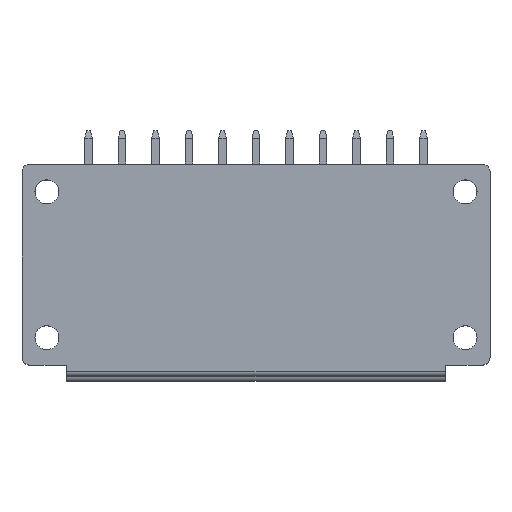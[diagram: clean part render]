
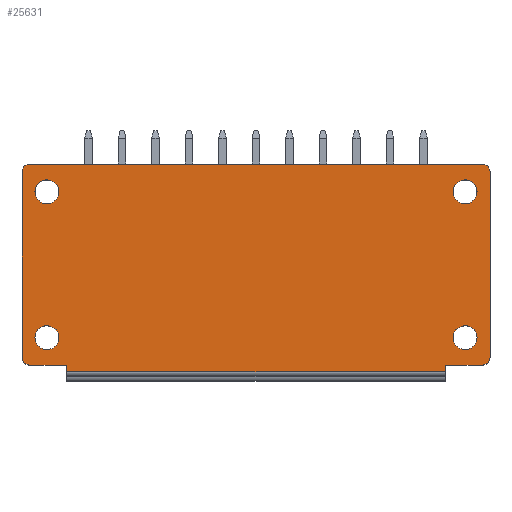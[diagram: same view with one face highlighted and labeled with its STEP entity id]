
A CAD part, top view. The second image highlights one B-rep face of the part: STEP entity #25631.
In plain terms, the highlighted planar face has unit normal (0, 0, 1).
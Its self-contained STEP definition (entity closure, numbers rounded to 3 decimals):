
#433=CARTESIAN_POINT('',(-41.8,-6.74,9.2));
#434=DIRECTION('',(0.,0.,-1.));
#435=DIRECTION('',(-1.,0.,0.));
#436=AXIS2_PLACEMENT_3D('',#433,#434,#435);
#438=CARTESIAN_POINT('',(-41.8,-6.74,9.2));
#439=DIRECTION('',(0.,0.,-1.));
#440=DIRECTION('',(1.,0.,0.));
#441=AXIS2_PLACEMENT_3D('',#438,#439,#440);
#443=CARTESIAN_POINT('',(-41.8,8.5,9.2));
#444=DIRECTION('',(0.,0.,-1.));
#445=DIRECTION('',(-1.,0.,0.));
#446=AXIS2_PLACEMENT_3D('',#443,#444,#445);
#448=CARTESIAN_POINT('',(-41.8,8.5,9.2));
#449=DIRECTION('',(0.,0.,-1.));
#450=DIRECTION('',(1.,0.,0.));
#451=AXIS2_PLACEMENT_3D('',#448,#449,#450);
#453=CARTESIAN_POINT('',(1.9,-6.74,9.2));
#454=DIRECTION('',(0.,0.,1.));
#455=DIRECTION('',(1.,0.,0.));
#456=AXIS2_PLACEMENT_3D('',#453,#454,#455);
#458=CARTESIAN_POINT('',(1.9,-6.74,9.2));
#459=DIRECTION('',(0.,0.,1.));
#460=DIRECTION('',(-1.,0.,0.));
#461=AXIS2_PLACEMENT_3D('',#458,#459,#460);
#463=CARTESIAN_POINT('',(1.9,8.5,9.2));
#464=DIRECTION('',(0.,0.,1.));
#465=DIRECTION('',(1.,0.,0.));
#466=AXIS2_PLACEMENT_3D('',#463,#464,#465);
#468=CARTESIAN_POINT('',(1.9,8.5,9.2));
#469=DIRECTION('',(0.,0.,1.));
#470=DIRECTION('',(-1.,0.,0.));
#471=AXIS2_PLACEMENT_3D('',#468,#469,#470);
#473=DIRECTION('',(0.,-1.,0.));
#474=VECTOR('',#473,0.7);
#475=CARTESIAN_POINT('',(-39.75,-9.6,9.2));
#476=LINE('',#475,#474);
#477=DIRECTION('',(1.,0.,0.));
#478=VECTOR('',#477,3.85);
#479=CARTESIAN_POINT('',(-43.6,-9.6,9.2));
#480=LINE('',#479,#478);
#481=CARTESIAN_POINT('',(-43.6,-8.8,9.2));
#482=DIRECTION('',(0.,0.,1.));
#483=DIRECTION('',(-1.,0.,0.));
#484=AXIS2_PLACEMENT_3D('',#481,#482,#483);
#486=CARTESIAN_POINT('',(-43.6,10.6,9.2));
#487=DIRECTION('',(0.,0.,1.));
#488=DIRECTION('',(0.,1.,0.));
#489=AXIS2_PLACEMENT_3D('',#486,#487,#488);
#491=CARTESIAN_POINT('',(3.7,10.6,9.2));
#492=DIRECTION('',(0.,0.,-1.));
#493=DIRECTION('',(0.,1.,0.));
#494=AXIS2_PLACEMENT_3D('',#491,#492,#493);
#496=CARTESIAN_POINT('',(3.7,-8.8,9.2));
#497=DIRECTION('',(0.,0.,-1.));
#498=DIRECTION('',(1.,0.,0.));
#499=AXIS2_PLACEMENT_3D('',#496,#497,#498);
#501=DIRECTION('',(-1.,0.,0.));
#502=VECTOR('',#501,3.85);
#503=CARTESIAN_POINT('',(3.7,-9.6,9.2));
#504=LINE('',#503,#502);
#505=DIRECTION('',(0.,-1.,0.));
#506=VECTOR('',#505,0.7);
#507=CARTESIAN_POINT('',(-0.15,-9.6,9.2));
#508=LINE('',#507,#506);
#9058=DIRECTION('',(0.,-1.,0.));
#9059=VECTOR('',#9058,19.4);
#9060=CARTESIAN_POINT('',(-44.4,10.6,9.2));
#9061=LINE('',#9060,#9059);
#9418=DIRECTION('',(-1.,0.,0.));
#9419=VECTOR('',#9418,47.3);
#9420=CARTESIAN_POINT('',(3.7,11.4,9.2));
#9421=LINE('',#9420,#9419);
#10838=DIRECTION('',(0.,1.,0.));
#10839=VECTOR('',#10838,19.4);
#10840=CARTESIAN_POINT('',(4.5,-8.8,9.2));
#10841=LINE('',#10840,#10839);
#10913=DIRECTION('',(-1.,0.,0.));
#10914=VECTOR('',#10913,39.6);
#10915=CARTESIAN_POINT('',(-0.15,-10.3,9.2));
#10916=LINE('',#10915,#10914);
#23138=CARTESIAN_POINT('',(-0.15,-10.3,9.2));
#23140=VERTEX_POINT('',#23138);
#24522=CARTESIAN_POINT('',(-39.75,-10.3,9.2));
#24524=VERTEX_POINT('',#24522);
#25068=CARTESIAN_POINT('',(3.15,8.5,9.2));
#25069=CARTESIAN_POINT('',(0.65,8.5,9.2));
#25070=VERTEX_POINT('',#25068);
#25071=VERTEX_POINT('',#25069);
#25072=CARTESIAN_POINT('',(3.15,-6.74,9.2));
#25073=CARTESIAN_POINT('',(0.65,-6.74,9.2));
#25074=VERTEX_POINT('',#25072);
#25075=VERTEX_POINT('',#25073);
#25076=CARTESIAN_POINT('',(3.7,11.4,9.2));
#25077=CARTESIAN_POINT('',(4.5,10.6,9.2));
#25078=VERTEX_POINT('',#25076);
#25079=VERTEX_POINT('',#25077);
#25080=CARTESIAN_POINT('',(4.5,-8.8,9.2));
#25081=CARTESIAN_POINT('',(3.7,-9.6,9.2));
#25082=VERTEX_POINT('',#25080);
#25083=VERTEX_POINT('',#25081);
#25084=CARTESIAN_POINT('',(-0.15,-9.6,9.2));
#25085=VERTEX_POINT('',#25084);
#25118=CARTESIAN_POINT('',(-43.05,8.5,9.2));
#25119=CARTESIAN_POINT('',(-40.55,8.5,9.2));
#25120=VERTEX_POINT('',#25118);
#25121=VERTEX_POINT('',#25119);
#25122=CARTESIAN_POINT('',(-43.05,-6.74,9.2));
#25123=CARTESIAN_POINT('',(-40.55,-6.74,9.2));
#25124=VERTEX_POINT('',#25122);
#25125=VERTEX_POINT('',#25123);
#25126=CARTESIAN_POINT('',(-43.6,11.4,9.2));
#25127=CARTESIAN_POINT('',(-44.4,10.6,9.2));
#25128=VERTEX_POINT('',#25126);
#25129=VERTEX_POINT('',#25127);
#25130=CARTESIAN_POINT('',(-44.4,-8.8,9.2));
#25131=CARTESIAN_POINT('',(-43.6,-9.6,9.2));
#25132=VERTEX_POINT('',#25130);
#25133=VERTEX_POINT('',#25131);
#25134=CARTESIAN_POINT('',(-39.75,-9.6,9.2));
#25135=VERTEX_POINT('',#25134);
#25578=CARTESIAN_POINT('',(0.,11.4,9.2));
#25579=DIRECTION('',(0.,0.,1.));
#25580=DIRECTION('',(0.,-1.,0.));
#25581=AXIS2_PLACEMENT_3D('',#25578,#25579,#25580);
#25582=PLANE('',#25581);
#25584=ORIENTED_EDGE('',*,*,#25583,.F.);
#25586=ORIENTED_EDGE('',*,*,#25585,.F.);
#25588=ORIENTED_EDGE('',*,*,#25587,.F.);
#25590=ORIENTED_EDGE('',*,*,#25589,.F.);
#25592=ORIENTED_EDGE('',*,*,#25591,.F.);
#25594=ORIENTED_EDGE('',*,*,#25593,.F.);
#25596=ORIENTED_EDGE('',*,*,#25595,.T.);
#25598=ORIENTED_EDGE('',*,*,#25597,.F.);
#25600=ORIENTED_EDGE('',*,*,#25599,.T.);
#25602=ORIENTED_EDGE('',*,*,#25601,.T.);
#25604=ORIENTED_EDGE('',*,*,#25603,.T.);
#25606=ORIENTED_EDGE('',*,*,#25605,.T.);
#25607=EDGE_LOOP('',(#25584,#25586,#25588,#25590,#25592,#25594,#25596,#25598,
#25600,#25602,#25604,#25606));
#25608=FACE_OUTER_BOUND('',#25607,.F.);
#25609=ORIENTED_EDGE('',*,*,#25558,.F.);
#25610=ORIENTED_EDGE('',*,*,#25572,.F.);
#25611=EDGE_LOOP('',(#25609,#25610));
#25612=FACE_BOUND('',#25611,.F.);
#25614=ORIENTED_EDGE('',*,*,#25613,.T.);
#25616=ORIENTED_EDGE('',*,*,#25615,.T.);
#25617=EDGE_LOOP('',(#25614,#25616));
#25618=FACE_BOUND('',#25617,.F.);
#25620=ORIENTED_EDGE('',*,*,#25619,.T.);
#25622=ORIENTED_EDGE('',*,*,#25621,.T.);
#25623=EDGE_LOOP('',(#25620,#25622));
#25624=FACE_BOUND('',#25623,.F.);
#25626=ORIENTED_EDGE('',*,*,#25625,.F.);
#25628=ORIENTED_EDGE('',*,*,#25627,.F.);
#25629=EDGE_LOOP('',(#25626,#25628));
#25630=FACE_BOUND('',#25629,.F.);
#25631=ADVANCED_FACE('',(#25608,#25612,#25618,#25624,#25630),#25582,.T.);
#437=CIRCLE('',#436,1.25);
#442=CIRCLE('',#441,1.25);
#447=CIRCLE('',#446,1.25);
#452=CIRCLE('',#451,1.25);
#457=CIRCLE('',#456,1.25);
#462=CIRCLE('',#461,1.25);
#467=CIRCLE('',#466,1.25);
#472=CIRCLE('',#471,1.25);
#485=CIRCLE('',#484,0.8);
#490=CIRCLE('',#489,0.8);
#495=CIRCLE('',#494,0.8);
#500=CIRCLE('',#499,0.8);
#25558=EDGE_CURVE('',#25120,#25121,#447,.T.);
#25572=EDGE_CURVE('',#25121,#25120,#452,.T.);
#25583=EDGE_CURVE('',#25135,#24524,#476,.T.);
#25585=EDGE_CURVE('',#25133,#25135,#480,.T.);
#25587=EDGE_CURVE('',#25132,#25133,#485,.T.);
#25589=EDGE_CURVE('',#25129,#25132,#9061,.T.);
#25591=EDGE_CURVE('',#25128,#25129,#490,.T.);
#25593=EDGE_CURVE('',#25078,#25128,#9421,.T.);
#25595=EDGE_CURVE('',#25078,#25079,#495,.T.);
#25597=EDGE_CURVE('',#25082,#25079,#10841,.T.);
#25599=EDGE_CURVE('',#25082,#25083,#500,.T.);
#25601=EDGE_CURVE('',#25083,#25085,#504,.T.);
#25603=EDGE_CURVE('',#25085,#23140,#508,.T.);
#25605=EDGE_CURVE('',#23140,#24524,#10916,.T.);
#25613=EDGE_CURVE('',#25074,#25075,#457,.T.);
#25615=EDGE_CURVE('',#25075,#25074,#462,.T.);
#25619=EDGE_CURVE('',#25070,#25071,#467,.T.);
#25621=EDGE_CURVE('',#25071,#25070,#472,.T.);
#25625=EDGE_CURVE('',#25124,#25125,#437,.T.);
#25627=EDGE_CURVE('',#25125,#25124,#442,.T.);
